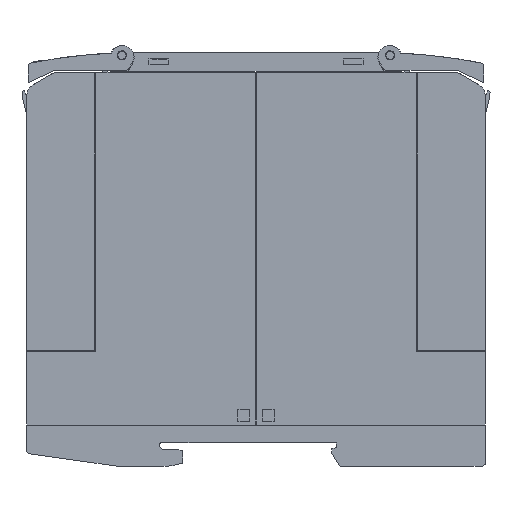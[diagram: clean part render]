
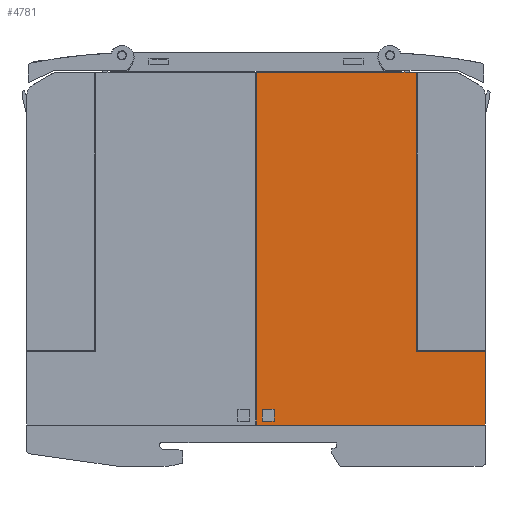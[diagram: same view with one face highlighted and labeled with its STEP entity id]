
A CAD part, left-side view. The second image highlights one B-rep face of the part: STEP entity #4781.
In plain terms, the highlighted planar face has unit normal (-1, 0, 0).
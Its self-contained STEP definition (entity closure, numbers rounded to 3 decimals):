
#4781=ADVANCED_FACE('',(#9736,#9737),#9738,.T.);
#9736=FACE_BOUND('',#14756,.T.);
#9737=FACE_OUTER_BOUND('',#14757,.T.);
#9738=PLANE('',#14758);
#14756=EDGE_LOOP('',(#29981,#29982,#29983,#29984));
#14757=EDGE_LOOP('',(#29985,#29986,#29987,#29988,#29989,#29990));
#14758=AXIS2_PLACEMENT_3D('',#29991,#29992,#29993);
#29981=ORIENTED_EDGE('',*,*,#36574,.T.);
#29982=ORIENTED_EDGE('',*,*,#36550,.T.);
#29983=ORIENTED_EDGE('',*,*,#36558,.T.);
#29984=ORIENTED_EDGE('',*,*,#36571,.T.);
#29985=ORIENTED_EDGE('',*,*,#32221,.T.);
#29986=ORIENTED_EDGE('',*,*,#32231,.T.);
#29987=ORIENTED_EDGE('',*,*,#36581,.T.);
#29988=ORIENTED_EDGE('',*,*,#36564,.F.);
#29989=ORIENTED_EDGE('',*,*,#36582,.T.);
#29990=ORIENTED_EDGE('',*,*,#36577,.T.);
#29991=CARTESIAN_POINT('',(0.0,25.949,9.001));
#29992=DIRECTION('',(-1.0,0.0,0.0));
#29993=DIRECTION('',(0.0,-1.0,0.0));
#32221=EDGE_CURVE('',#39250,#39254,#39256,.T.);
#32231=EDGE_CURVE('',#39254,#39274,#39275,.T.);
#36550=EDGE_CURVE('',#45670,#45668,#45671,.T.);
#36558=EDGE_CURVE('',#45668,#45679,#45681,.T.);
#36564=EDGE_CURVE('',#45690,#45692,#45693,.T.);
#36571=EDGE_CURVE('',#45679,#45702,#45704,.T.);
#36574=EDGE_CURVE('',#45702,#45670,#45707,.T.);
#36577=EDGE_CURVE('',#45710,#39250,#45711,.T.);
#36581=EDGE_CURVE('',#39274,#45692,#45716,.T.);
#36582=EDGE_CURVE('',#45690,#45710,#45717,.T.);
#39250=VERTEX_POINT('',#49944);
#39254=VERTEX_POINT('',#49950);
#39256=LINE('',#49953,#49954);
#39274=VERTEX_POINT('',#49980);
#39275=LINE('',#49981,#49982);
#45668=VERTEX_POINT('',#59653);
#45670=VERTEX_POINT('',#59656);
#45671=LINE('',#59657,#59658);
#45679=VERTEX_POINT('',#59670);
#45681=LINE('',#59673,#59674);
#45690=VERTEX_POINT('',#59686);
#45692=VERTEX_POINT('',#59689);
#45693=LINE('',#59690,#59691);
#45702=VERTEX_POINT('',#59704);
#45704=LINE('',#59707,#59708);
#45707=LINE('',#59712,#59713);
#45710=VERTEX_POINT('',#59716);
#45711=LINE('',#59717,#59718);
#45716=LINE('',#59725,#59726);
#45717=LINE('',#59727,#59728);
#49944=CARTESIAN_POINT('',(0.0,0.999,25.101));
#49950=CARTESIAN_POINT('',(0.0,16.099,25.101));
#49953=CARTESIAN_POINT('',(0.0,17.224,25.101));
#49954=VECTOR('',#61803,1.0);
#49980=CARTESIAN_POINT('',(0.0,16.099,85.801));
#49981=CARTESIAN_POINT('',(0.0,16.099,32.226));
#49982=VECTOR('',#61812,1.0);
#59653=CARTESIAN_POINT('',(0.0,46.999,12.401));
#59656=CARTESIAN_POINT('',(0.0,49.599,12.401));
#59657=CARTESIAN_POINT('',(0.0,37.124,12.401));
#59658=VECTOR('',#65823,1.0);
#59670=CARTESIAN_POINT('',(0.0,46.999,9.801));
#59673=CARTESIAN_POINT('',(0.0,46.999,10.051));
#59674=VECTOR('',#65829,1.0);
#59686=CARTESIAN_POINT('',(0.0,50.899,9.001));
#59689=CARTESIAN_POINT('',(0.0,50.899,85.801));
#59690=CARTESIAN_POINT('',(0.0,50.899,9.001));
#59691=VECTOR('',#65834,1.0);
#59704=CARTESIAN_POINT('',(0.0,49.599,9.801));
#59707=CARTESIAN_POINT('',(0.0,37.124,9.801));
#59708=VECTOR('',#65840,1.0);
#59712=CARTESIAN_POINT('',(0.0,49.599,10.051));
#59713=VECTOR('',#65842,1.0);
#59716=CARTESIAN_POINT('',(0.0,0.999,9.001));
#59717=CARTESIAN_POINT('',(0.0,0.999,9.001));
#59718=VECTOR('',#65843,1.0);
#59725=CARTESIAN_POINT('',(0.0,50.899,85.801));
#59726=VECTOR('',#65846,1.0);
#59727=CARTESIAN_POINT('',(0.0,50.899,9.001));
#59728=VECTOR('',#65847,1.0);
#61803=DIRECTION('',(0.0,1.0,-0.0));
#61812=DIRECTION('',(0.0,0.0,1.0));
#65823=DIRECTION('',(-0.0,-1.0,-0.0));
#65829=DIRECTION('',(-0.0,-0.0,-1.0));
#65834=DIRECTION('',(0.0,0.0,1.0));
#65840=DIRECTION('',(0.0,1.0,-0.0));
#65842=DIRECTION('',(0.0,0.0,1.0));
#65843=DIRECTION('',(0.0,0.0,1.0));
#65846=DIRECTION('',(0.0,1.0,-0.0));
#65847=DIRECTION('',(0.0,-1.0,0.0));
